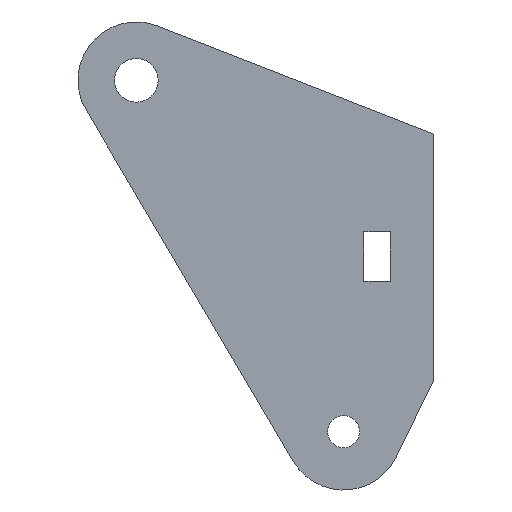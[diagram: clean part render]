
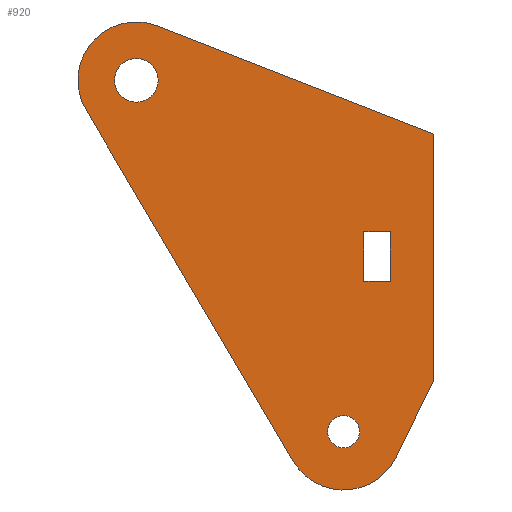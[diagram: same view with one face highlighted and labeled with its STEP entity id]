
A CAD part, front view. The second image highlights one B-rep face of the part: STEP entity #920.
In plain terms, the highlighted planar face has unit normal (0, -1, 0).
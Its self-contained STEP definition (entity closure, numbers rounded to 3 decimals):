
#34=FACE_BOUND('',#161,.T.);
#35=FACE_BOUND('',#162,.T.);
#36=FACE_BOUND('',#163,.T.);
#42=CIRCLE('',#954,10.);
#43=CIRCLE('',#957,10.);
#50=CIRCLE('',#991,3.75);
#52=CIRCLE('',#994,2.75);
#102=FACE_OUTER_BOUND('',#160,.T.);
#160=EDGE_LOOP('',(#817,#818,#819,#820,#821,#822));
#161=EDGE_LOOP('',(#823,#824,#825,#826));
#162=EDGE_LOOP('',(#827));
#163=EDGE_LOOP('',(#828));
#205=LINE('',#1341,#312);
#209=LINE('',#1350,#316);
#212=LINE('',#1358,#319);
#214=LINE('',#1362,#321);
#249=LINE('',#1441,#356);
#252=LINE('',#1446,#359);
#254=LINE('',#1450,#361);
#256=LINE('',#1453,#363);
#312=VECTOR('',#1079,10.);
#316=VECTOR('',#1089,10.);
#319=VECTOR('',#1098,10.);
#321=VECTOR('',#1102,10.);
#356=VECTOR('',#1175,10.);
#359=VECTOR('',#1180,10.);
#361=VECTOR('',#1184,10.);
#363=VECTOR('',#1188,10.);
#414=VERTEX_POINT('',#1338);
#415=VERTEX_POINT('',#1340);
#416=VERTEX_POINT('',#1344);
#417=VERTEX_POINT('',#1348);
#418=VERTEX_POINT('',#1352);
#419=VERTEX_POINT('',#1356);
#444=VERTEX_POINT('',#1439);
#445=VERTEX_POINT('',#1440);
#446=VERTEX_POINT('',#1445);
#447=VERTEX_POINT('',#1449);
#454=VERTEX_POINT('',#1480);
#456=VERTEX_POINT('',#1486);
#504=EDGE_CURVE('',#415,#414,#205,.T.);
#507=EDGE_CURVE('',#414,#416,#42,.T.);
#509=EDGE_CURVE('',#416,#417,#209,.T.);
#511=EDGE_CURVE('',#417,#418,#43,.T.);
#513=EDGE_CURVE('',#418,#419,#212,.T.);
#515=EDGE_CURVE('',#419,#415,#214,.T.);
#555=EDGE_CURVE('',#444,#445,#249,.T.);
#558=EDGE_CURVE('',#445,#446,#252,.T.);
#560=EDGE_CURVE('',#446,#447,#254,.T.);
#562=EDGE_CURVE('',#447,#444,#256,.T.);
#576=EDGE_CURVE('',#454,#454,#50,.T.);
#579=EDGE_CURVE('',#456,#456,#52,.T.);
#817=ORIENTED_EDGE('',*,*,#515,.T.);
#818=ORIENTED_EDGE('',*,*,#504,.T.);
#819=ORIENTED_EDGE('',*,*,#507,.T.);
#820=ORIENTED_EDGE('',*,*,#509,.T.);
#821=ORIENTED_EDGE('',*,*,#511,.T.);
#822=ORIENTED_EDGE('',*,*,#513,.T.);
#823=ORIENTED_EDGE('',*,*,#555,.T.);
#824=ORIENTED_EDGE('',*,*,#558,.T.);
#825=ORIENTED_EDGE('',*,*,#560,.T.);
#826=ORIENTED_EDGE('',*,*,#562,.T.);
#827=ORIENTED_EDGE('',*,*,#576,.T.);
#828=ORIENTED_EDGE('',*,*,#579,.T.);
#871=PLANE('',#1001);
#920=ADVANCED_FACE('',(#102,#34,#35,#36),#871,.T.);
#954=AXIS2_PLACEMENT_3D('',#1346,#1084,#1085);
#957=AXIS2_PLACEMENT_3D('',#1354,#1093,#1094);
#991=AXIS2_PLACEMENT_3D('',#1482,#1219,#1220);
#994=AXIS2_PLACEMENT_3D('',#1488,#1226,#1227);
#1001=AXIS2_PLACEMENT_3D('',#1499,#1242,#1243);
#1079=DIRECTION('',(-0.931,0.,0.364));
#1084=DIRECTION('center_axis',(0.,-1.,0.));
#1085=DIRECTION('ref_axis',(1.,0.,0.));
#1089=DIRECTION('',(0.508,0.,-0.861));
#1093=DIRECTION('center_axis',(0.,-1.,0.));
#1094=DIRECTION('ref_axis',(1.,0.,0.));
#1098=DIRECTION('',(0.438,0.,0.899));
#1102=DIRECTION('',(0.,0.,1.));
#1175=DIRECTION('',(0.,0.,-1.));
#1180=DIRECTION('',(-1.,0.,0.));
#1184=DIRECTION('',(0.,0.,1.));
#1188=DIRECTION('',(1.,0.,0.));
#1219=DIRECTION('center_axis',(0.,1.,0.));
#1220=DIRECTION('ref_axis',(-1.,0.,0.));
#1226=DIRECTION('center_axis',(0.,1.,0.));
#1227=DIRECTION('ref_axis',(-1.,0.,0.));
#1242=DIRECTION('center_axis',(0.,-1.,0.));
#1243=DIRECTION('ref_axis',(1.,0.,0.));
#1338=CARTESIAN_POINT('',(-32.359,-5.,60.514));
#1340=CARTESIAN_POINT('',(15.,-5.,42.));
#1341=CARTESIAN_POINT('',(15.,-5.,42.));
#1344=CARTESIAN_POINT('',(-44.614,-5.,46.12));
#1346=CARTESIAN_POINT('Origin',(-36.,-5.,51.2));
#1348=CARTESIAN_POINT('',(-9.114,-5.,-14.08));
#1350=CARTESIAN_POINT('',(-44.614,-5.,46.12));
#1352=CARTESIAN_POINT('',(8.492,-5.,-13.375));
#1354=CARTESIAN_POINT('Origin',(-0.5,-5.,-9.));
#1356=CARTESIAN_POINT('',(15.,-5.,0.));
#1358=CARTESIAN_POINT('',(15.,-5.,0.));
#1362=CARTESIAN_POINT('',(15.,-5.,0.));
#1439=CARTESIAN_POINT('',(7.5,-5.,25.25));
#1440=CARTESIAN_POINT('',(7.5,-5.,16.75));
#1441=CARTESIAN_POINT('',(7.5,-5.,18.925));
#1445=CARTESIAN_POINT('',(3.,-5.,16.75));
#1446=CARTESIAN_POINT('',(-6.25,-5.,16.75));
#1449=CARTESIAN_POINT('',(3.,-5.,25.25));
#1450=CARTESIAN_POINT('',(3.,-5.,23.175));
#1453=CARTESIAN_POINT('',(-4.,-5.,25.25));
#1480=CARTESIAN_POINT('',(-32.25,-5.,51.2));
#1482=CARTESIAN_POINT('Origin',(-36.,-5.,51.2));
#1486=CARTESIAN_POINT('',(2.25,-5.,-9.));
#1488=CARTESIAN_POINT('Origin',(-0.5,-5.,-9.));
#1499=CARTESIAN_POINT('Origin',(-15.5,-5.,21.1));
